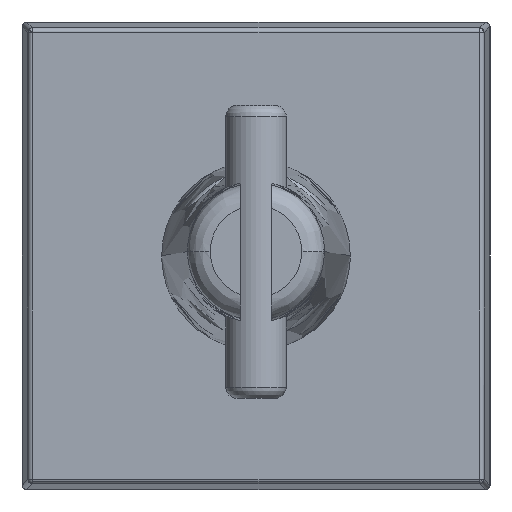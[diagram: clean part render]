
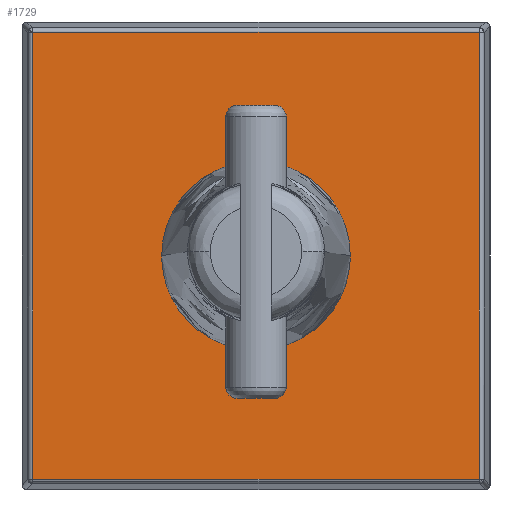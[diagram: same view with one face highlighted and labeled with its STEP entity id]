
A CAD part, top view. The second image highlights one B-rep face of the part: STEP entity #1729.
In plain terms, the highlighted planar face has unit normal (0, 0, 1).
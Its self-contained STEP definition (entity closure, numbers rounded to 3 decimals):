
#1690=CARTESIAN_POINT('',(-179.016,84.907,-0.813));
#1691=DIRECTION('',(0.,0.,1.));
#1692=DIRECTION('',(1.,0.,0.));
#1693=AXIS2_PLACEMENT_3D('',#1690,#1691,#1692);
#1694=PLANE('',#1693);
#1695=CARTESIAN_POINT('',(118.245,87.646,-0.813));
#1696=VERTEX_POINT('',#1695);
#1697=CARTESIAN_POINT('',(-176.276,87.646,-0.813));
#1698=VERTEX_POINT('',#1697);
#1699=CARTESIAN_POINT('',(118.245,87.646,-0.813));
#1700=DIRECTION('',(-1.,-0.,0.));
#1701=VECTOR('',#1700,294.521);
#1702=LINE('',#1699,#1701);
#1703=EDGE_CURVE('',#1696,#1698,#1702,.T.);
#1704=ORIENTED_EDGE('',*,*,#1703,.F.);
#1705=CARTESIAN_POINT('',(118.245,382.167,-0.813));
#1706=VERTEX_POINT('',#1705);
#1707=CARTESIAN_POINT('',(118.245,87.646,-0.813));
#1708=DIRECTION('',(0.,1.,0.));
#1709=VECTOR('',#1708,294.521);
#1710=LINE('',#1707,#1709);
#1711=EDGE_CURVE('',#1696,#1706,#1710,.T.);
#1712=ORIENTED_EDGE('',*,*,#1711,.T.);
#1713=CARTESIAN_POINT('',(-176.276,382.167,-0.813));
#1714=VERTEX_POINT('',#1713);
#1715=CARTESIAN_POINT('',(118.245,382.167,-0.813));
#1716=DIRECTION('',(-1.,-0.,0.));
#1717=VECTOR('',#1716,294.521);
#1718=LINE('',#1715,#1717);
#1719=EDGE_CURVE('',#1706,#1714,#1718,.T.);
#1720=ORIENTED_EDGE('',*,*,#1719,.T.);
#1721=CARTESIAN_POINT('',(-176.276,87.646,-0.813));
#1722=DIRECTION('',(-0.,1.,0.));
#1723=VECTOR('',#1722,294.521);
#1724=LINE('',#1721,#1723);
#1725=EDGE_CURVE('',#1698,#1714,#1724,.T.);
#1726=ORIENTED_EDGE('',*,*,#1725,.F.);
#1727=EDGE_LOOP('',(#1704,#1712,#1720,#1726));
#1728=FACE_BOUND('',#1727,.T.);
#1729=ADVANCED_FACE('',(#1728),#1694,.T.);
